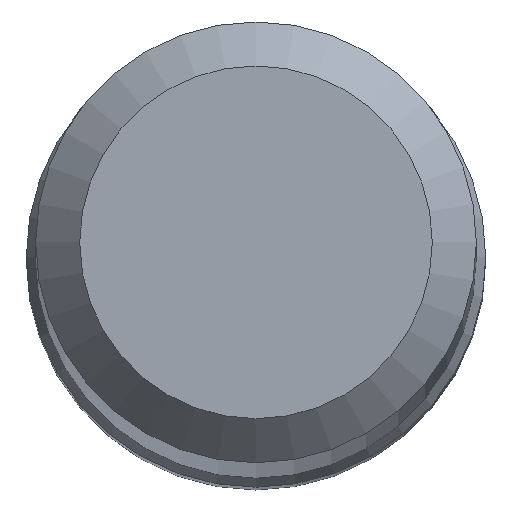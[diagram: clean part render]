
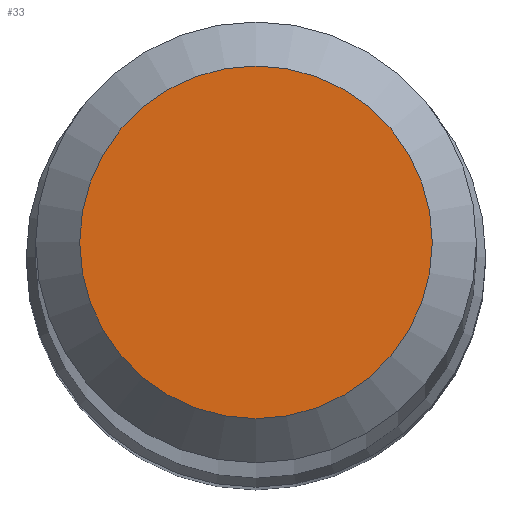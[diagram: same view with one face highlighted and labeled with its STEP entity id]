
A CAD part, top view. The second image highlights one B-rep face of the part: STEP entity #33.
In plain terms, the highlighted planar face has unit normal (0, 0, 1).
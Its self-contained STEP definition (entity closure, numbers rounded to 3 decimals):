
#9 = EDGE_LOOP ( 'NONE', ( #217 ) ) ;
#28 = CARTESIAN_POINT ( 'NONE',  ( 0., 0., 70. ) ) ;
#33 = ADVANCED_FACE ( 'NONE', ( #59 ), #97, .T. ) ;
#59 = FACE_OUTER_BOUND ( 'NONE', #9, .T. ) ;
#97 = PLANE ( 'NONE',  #101 ) ;
#101 = AXIS2_PLACEMENT_3D ( 'NONE', #192, #191, #133 ) ;
#121 = DIRECTION ( 'NONE',  ( 0., 0., -1. ) ) ;
#133 = DIRECTION ( 'NONE',  ( 0., -1., 0. ) ) ;
#176 = VERTEX_POINT ( 'NONE', #180 ) ;
#180 = CARTESIAN_POINT ( 'NONE',  ( 0., 1.2, 70. ) ) ;
#185 = EDGE_CURVE ( 'NONE', #176, #176, #234, .T. ) ;
#191 = DIRECTION ( 'NONE',  ( 0., 0., 1. ) ) ;
#192 = CARTESIAN_POINT ( 'NONE',  ( 0., 0., 70. ) ) ;
#197 = AXIS2_PLACEMENT_3D ( 'NONE', #28, #121, #235 ) ;
#217 = ORIENTED_EDGE ( 'NONE', *, *, #185, .F. ) ;
#234 = CIRCLE ( 'NONE', #197, 1.2 ) ;
#235 = DIRECTION ( 'NONE',  ( 0., 1., 0. ) ) ;
